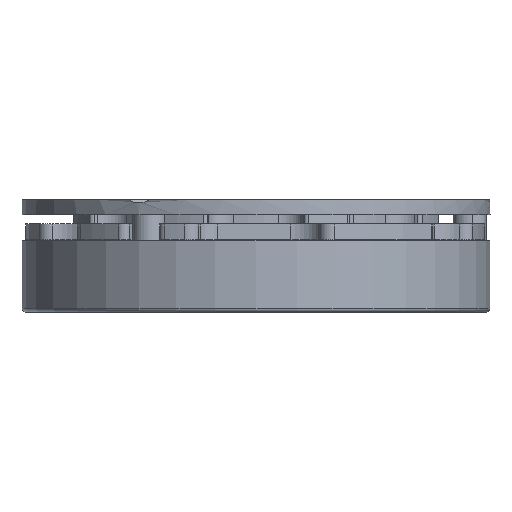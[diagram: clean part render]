
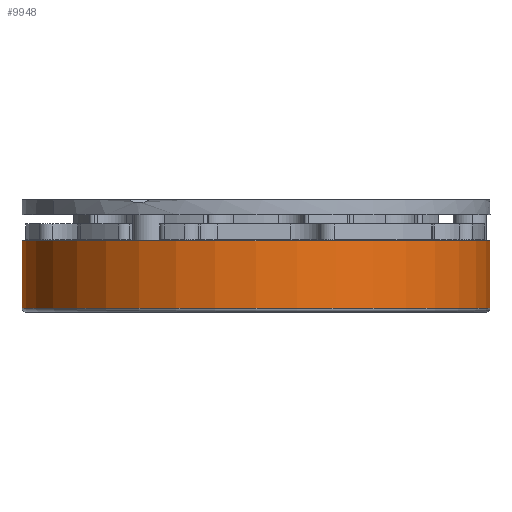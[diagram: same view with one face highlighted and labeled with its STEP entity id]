
A CAD part, front view. The second image highlights one B-rep face of the part: STEP entity #9948.
In plain terms, the highlighted cylindrical face has radius 31.75 mm (diameter 63.5 mm), a partial arc.
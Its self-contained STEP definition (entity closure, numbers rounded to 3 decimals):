
#324 = EDGE_CURVE ( 'NONE', #27898, #28302, #7709, .T. ) ;
#576 = DIRECTION ( 'NONE',  ( -1., 0., 0. ) ) ;
#750 = LINE ( 'NONE', #12254, #27457 ) ;
#1174 = AXIS2_PLACEMENT_3D ( 'NONE', #21653, #12832, #12683 ) ;
#1875 = DIRECTION ( 'NONE',  ( -1., 0., 0. ) ) ;
#2339 = DIRECTION ( 'NONE',  ( 0., 0., 1. ) ) ;
#2696 = VERTEX_POINT ( 'NONE', #26727 ) ;
#3821 = CARTESIAN_POINT ( 'NONE',  ( 31.75, 0., 9.65 ) ) ;
#4388 = DIRECTION ( 'NONE',  ( 0., 0., -1. ) ) ;
#7358 = CARTESIAN_POINT ( 'NONE',  ( 0., 0., 0.5 ) ) ;
#7414 = DIRECTION ( 'NONE',  ( 0., 0., -1. ) ) ;
#7709 = LINE ( 'NONE', #9494, #28203 ) ;
#8946 = ORIENTED_EDGE ( 'NONE', *, *, #26267, .T. ) ;
#9476 = CARTESIAN_POINT ( 'NONE',  ( -31.75, 0., 9.65 ) ) ;
#9494 = CARTESIAN_POINT ( 'NONE',  ( 31.75, 0., -1.412 ) ) ;
#9752 = DIRECTION ( 'NONE',  ( 0., 0., -1. ) ) ;
#9948 = ADVANCED_FACE ( 'NONE', ( #24263 ), #15000, .T. ) ;
#11178 = CARTESIAN_POINT ( 'NONE',  ( 0., 0., -1.412 ) ) ;
#11997 = CIRCLE ( 'NONE', #1174, 31.75 ) ;
#12254 = CARTESIAN_POINT ( 'NONE',  ( -31.75, 0., -1.412 ) ) ;
#12683 = DIRECTION ( 'NONE',  ( -1., 0., 0. ) ) ;
#12832 = DIRECTION ( 'NONE',  ( 0., 0., -1. ) ) ;
#13225 = ORIENTED_EDGE ( 'NONE', *, *, #14293, .T. ) ;
#13378 = ORIENTED_EDGE ( 'NONE', *, *, #324, .F. ) ;
#13731 = AXIS2_PLACEMENT_3D ( 'NONE', #7358, #2339, #576 ) ;
#14293 = EDGE_CURVE ( 'NONE', #19213, #2696, #750, .T. ) ;
#15000 = CYLINDRICAL_SURFACE ( 'NONE', #24452, 31.75 ) ;
#15514 = EDGE_CURVE ( 'NONE', #2696, #28302, #19383, .T. ) ;
#19213 = VERTEX_POINT ( 'NONE', #9476 ) ;
#19383 = CIRCLE ( 'NONE', #13731, 31.75 ) ;
#20103 = CARTESIAN_POINT ( 'NONE',  ( 31.75, 0., 0.5 ) ) ;
#21653 = CARTESIAN_POINT ( 'NONE',  ( 0., 0., 9.65 ) ) ;
#23671 = EDGE_LOOP ( 'NONE', ( #13378, #8946, #13225, #26037 ) ) ;
#24263 = FACE_OUTER_BOUND ( 'NONE', #23671, .T. ) ;
#24452 = AXIS2_PLACEMENT_3D ( 'NONE', #11178, #4388, #1875 ) ;
#26037 = ORIENTED_EDGE ( 'NONE', *, *, #15514, .T. ) ;
#26267 = EDGE_CURVE ( 'NONE', #27898, #19213, #11997, .T. ) ;
#26727 = CARTESIAN_POINT ( 'NONE',  ( -31.75, 0., 0.5 ) ) ;
#27457 = VECTOR ( 'NONE', #9752, 1000. ) ;
#27898 = VERTEX_POINT ( 'NONE', #3821 ) ;
#28203 = VECTOR ( 'NONE', #7414, 1000. ) ;
#28302 = VERTEX_POINT ( 'NONE', #20103 ) ;
